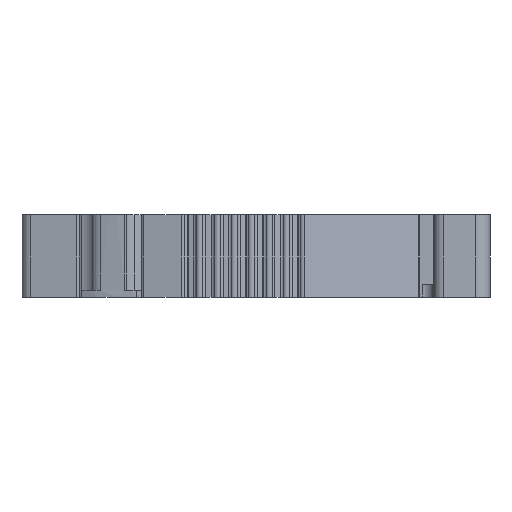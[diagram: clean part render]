
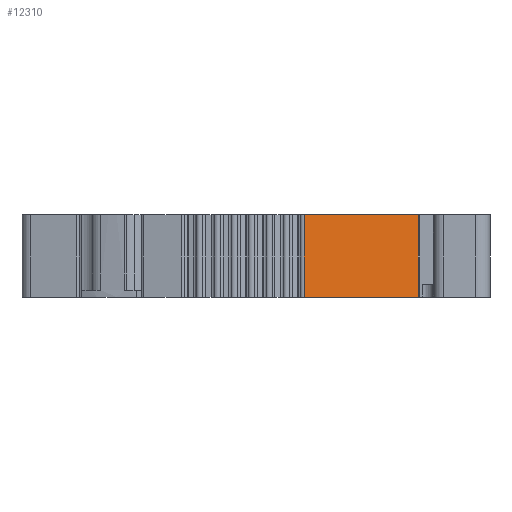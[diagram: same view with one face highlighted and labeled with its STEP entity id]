
A CAD part, left-side view. The second image highlights one B-rep face of the part: STEP entity #12310.
In plain terms, the highlighted planar face has unit normal (-0.976, -0.216, 0).
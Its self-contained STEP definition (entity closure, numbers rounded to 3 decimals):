
#357 = ORIENTED_EDGE ( 'NONE', *, *, #5920, .F. ) ;
#364 = ORIENTED_EDGE ( 'NONE', *, *, #5932, .F. ) ;
#380 = ORIENTED_EDGE ( 'NONE', *, *, #5748, .T. ) ;
#387 = ORIENTED_EDGE ( 'NONE', *, *, #5951, .T. ) ;
#1176 = PLANE ( 'NONE',  #2138 ) ;
#1185 = CARTESIAN_POINT ( 'NONE',  ( 1909.699, 499.976, -39.1 ) ) ;
#1192 = DIRECTION ( 'NONE',  ( -0.976, -0.216, 0. ) ) ;
#1201 = FACE_OUTER_BOUND ( 'NONE', #3186, .T. ) ;
#1256 = DIRECTION ( 'NONE',  ( 0.216, -0.976, 0. ) ) ;
#2138 = AXIS2_PLACEMENT_3D ( 'NONE', #1185, #1192, #1256 ) ;
#2847 = VERTEX_POINT ( 'NONE', #6694 ) ;
#2884 = VERTEX_POINT ( 'NONE', #6666 ) ;
#2934 = VERTEX_POINT ( 'NONE', #6728 ) ;
#2954 = VERTEX_POINT ( 'NONE', #6734 ) ;
#3186 = EDGE_LOOP ( 'NONE', ( #380, #387, #364, #357 ) ) ;
#5748 = EDGE_CURVE ( 'NONE', #2847, #2954, #7890, .T. ) ;
#5920 = EDGE_CURVE ( 'NONE', #2847, #2934, #10448, .T. ) ;
#5932 = EDGE_CURVE ( 'NONE', #2934, #2884, #10499, .T. ) ;
#5951 = EDGE_CURVE ( 'NONE', #2954, #2884, #10535, .T. ) ;
#6666 = CARTESIAN_POINT ( 'NONE',  ( 1911.308, 492.717, 2.9 ) ) ;
#6694 = CARTESIAN_POINT ( 'NONE',  ( 1909.523, 500.767, -2.9 ) ) ;
#6728 = CARTESIAN_POINT ( 'NONE',  ( 1909.523, 500.767, 2.9 ) ) ;
#6734 = CARTESIAN_POINT ( 'NONE',  ( 1911.308, 492.717, -2.9 ) ) ;
#7890 = LINE ( 'NONE', #7918, #9764 ) ;
#7918 = CARTESIAN_POINT ( 'NONE',  ( 1925.886, 426.959, -2.9 ) ) ;
#7919 = DIRECTION ( 'NONE',  ( 0.216, -0.976, 0. ) ) ;
#9432 = VECTOR ( 'NONE', #10421, 1000. ) ;
#9435 = VECTOR ( 'NONE', #10492, 1000. ) ;
#9463 = VECTOR ( 'NONE', #10526, 1000. ) ;
#9764 = VECTOR ( 'NONE', #7919, 1000. ) ;
#10418 = CARTESIAN_POINT ( 'NONE',  ( 1909.523, 500.767, -17.8 ) ) ;
#10421 = DIRECTION ( 'NONE',  ( 0., 0., 1. ) ) ;
#10448 = LINE ( 'NONE', #10418, #9432 ) ;
#10489 = CARTESIAN_POINT ( 'NONE',  ( 1909.699, 499.976, 2.9 ) ) ;
#10492 = DIRECTION ( 'NONE',  ( 0.216, -0.976, 0. ) ) ;
#10499 = LINE ( 'NONE', #10489, #9435 ) ;
#10526 = DIRECTION ( 'NONE',  ( 0., 0., 1. ) ) ;
#10535 = LINE ( 'NONE', #10543, #9463 ) ;
#10543 = CARTESIAN_POINT ( 'NONE',  ( 1911.308, 492.717, -39.1 ) ) ;
#12310 = ADVANCED_FACE ( 'NONE', ( #1201 ), #1176, .T. ) ;
